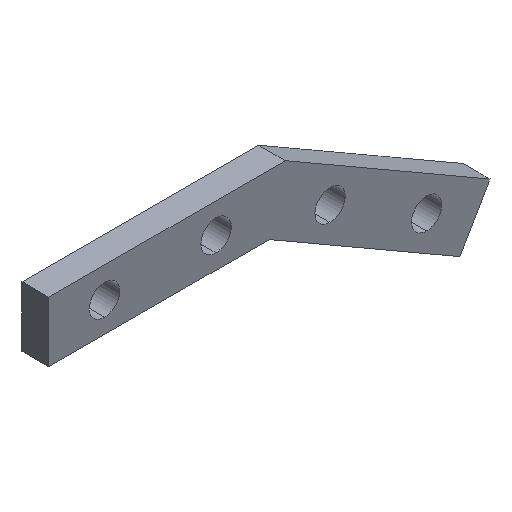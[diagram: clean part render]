
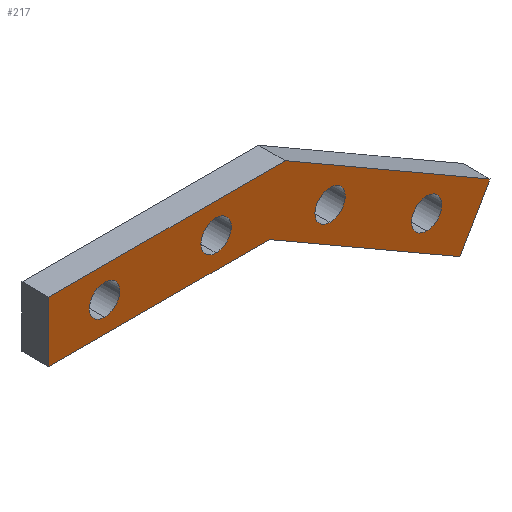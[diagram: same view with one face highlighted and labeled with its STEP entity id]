
A CAD part, isometric view. The second image highlights one B-rep face of the part: STEP entity #217.
In plain terms, the highlighted planar face has unit normal (0, -1, 0).
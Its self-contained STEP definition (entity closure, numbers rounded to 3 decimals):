
#2 = CARTESIAN_POINT ( 'NONE',  ( 45.899, 0., -26.5 ) ) ;
#14 = EDGE_CURVE ( 'NONE', #49, #41, #147, .T. ) ;
#16 = EDGE_CURVE ( 'NONE', #110, #49, #139, .T. ) ;
#29 = EDGE_CURVE ( 'NONE', #115, #48, #269, .T. ) ;
#41 = VERTEX_POINT ( 'NONE', #279 ) ;
#48 = VERTEX_POINT ( 'NONE', #276 ) ;
#49 = VERTEX_POINT ( 'NONE', #98 ) ;
#61 = VERTEX_POINT ( 'NONE', #88 ) ;
#67 = VERTEX_POINT ( 'NONE', #2 ) ;
#88 = CARTESIAN_POINT ( 'NONE',  ( 31.699, 0., -29.496 ) ) ;
#98 = CARTESIAN_POINT ( 'NONE',  ( -53., 0., 0. ) ) ;
#103 = VERTEX_POINT ( 'NONE', #387 ) ;
#106 = EDGE_CURVE ( 'NONE', #48, #110, #367, .T. ) ;
#110 = VERTEX_POINT ( 'NONE', #386 ) ;
#114 = EDGE_CURVE ( 'NONE', #61, #124, #363, .T. ) ;
#115 = VERTEX_POINT ( 'NONE', #356 ) ;
#122 = EDGE_CURVE ( 'NONE', #133, #134, #339, .T. ) ;
#123 = EDGE_CURVE ( 'NONE', #126, #103, #347, .T. ) ;
#124 = VERTEX_POINT ( 'NONE', #340 ) ;
#126 = VERTEX_POINT ( 'NONE', #346 ) ;
#132 = EDGE_CURVE ( 'NONE', #41, #67, #425, .T. ) ;
#133 = VERTEX_POINT ( 'NONE', #430 ) ;
#134 = VERTEX_POINT ( 'NONE', #436 ) ;
#135 = EDGE_CURVE ( 'NONE', #67, #115, #416, .T. ) ;
#139 = LINE ( 'NONE', #191, #190 ) ;
#145 = DIRECTION ( 'NONE',  ( 1., 0., 0. ) ) ;
#146 = VECTOR ( 'NONE', #145, 1000. ) ;
#147 = LINE ( 'NONE', #232, #146 ) ;
#163 = CARTESIAN_POINT ( 'NONE',  ( -3.617, 0., -13.5 ) ) ;
#189 = DIRECTION ( 'NONE',  ( 0., 0., 1. ) ) ;
#190 = VECTOR ( 'NONE', #189, 1000. ) ;
#191 = CARTESIAN_POINT ( 'NONE',  ( -53., 0., 0. ) ) ;
#193 = EDGE_LOOP ( 'NONE', ( #219, #223 ) ) ;
#213 = ORIENTED_EDGE ( 'NONE', *, *, #16, .F. ) ;
#216 = ORIENTED_EDGE ( 'NONE', *, *, #135, .F. ) ;
#217 = ADVANCED_FACE ( 'NONE', ( #524, #410, #517, #516, #509 ), #421, .F. ) ;
#218 = EDGE_CURVE ( 'NONE', #103, #126, #521, .T. ) ;
#219 = ORIENTED_EDGE ( 'NONE', *, *, #224, .T. ) ;
#220 = ORIENTED_EDGE ( 'NONE', *, *, #289, .T. ) ;
#223 = ORIENTED_EDGE ( 'NONE', *, *, #239, .T. ) ;
#224 = EDGE_CURVE ( 'NONE', #240, #237, #496, .T. ) ;
#226 = EDGE_LOOP ( 'NONE', ( #220, #312 ) ) ;
#232 = CARTESIAN_POINT ( 'NONE',  ( 0., 0., 0. ) ) ;
#237 = VERTEX_POINT ( 'NONE', #507 ) ;
#239 = EDGE_CURVE ( 'NONE', #237, #240, #494, .T. ) ;
#240 = VERTEX_POINT ( 'NONE', #502 ) ;
#267 = DIRECTION ( 'NONE',  ( -0.866, 0., 0.5 ) ) ;
#268 = VECTOR ( 'NONE', #267, 1000. ) ;
#269 = LINE ( 'NONE', #163, #268 ) ;
#276 = CARTESIAN_POINT ( 'NONE',  ( -3.617, 0., -13.5 ) ) ;
#279 = CARTESIAN_POINT ( 'NONE',  ( 0., 0., 0. ) ) ;
#285 = EDGE_LOOP ( 'NONE', ( #287, #286 ) ) ;
#286 = ORIENTED_EDGE ( 'NONE', *, *, #123, .T. ) ;
#287 = ORIENTED_EDGE ( 'NONE', *, *, #218, .T. ) ;
#288 = EDGE_LOOP ( 'NONE', ( #314, #317 ) ) ;
#289 = EDGE_CURVE ( 'NONE', #134, #133, #329, .T. ) ;
#310 = ORIENTED_EDGE ( 'NONE', *, *, #132, .F. ) ;
#311 = ORIENTED_EDGE ( 'NONE', *, *, #29, .F. ) ;
#312 = ORIENTED_EDGE ( 'NONE', *, *, #122, .T. ) ;
#313 = EDGE_CURVE ( 'NONE', #124, #61, #439, .T. ) ;
#314 = ORIENTED_EDGE ( 'NONE', *, *, #313, .T. ) ;
#315 = ORIENTED_EDGE ( 'NONE', *, *, #14, .F. ) ;
#316 = EDGE_LOOP ( 'NONE', ( #310, #315, #213, #318, #311, #216 ) ) ;
#317 = ORIENTED_EDGE ( 'NONE', *, *, #114, .T. ) ;
#318 = ORIENTED_EDGE ( 'NONE', *, *, #106, .F. ) ;
#327 = AXIS2_PLACEMENT_3D ( 'NONE', #460, #459, #458 ) ;
#329 = CIRCLE ( 'NONE', #327, 3.4 ) ;
#335 = DIRECTION ( 'NONE',  ( 0., 1., 0. ) ) ;
#336 = DIRECTION ( 'NONE',  ( 0., 0., 1. ) ) ;
#337 = DIRECTION ( 'NONE',  ( 0., 1., 0. ) ) ;
#338 = AXIS2_PLACEMENT_3D ( 'NONE', #357, #337, #336 ) ;
#339 = CIRCLE ( 'NONE', #338, 3.4 ) ;
#340 = CARTESIAN_POINT ( 'NONE',  ( 31.699, 0., -22.696 ) ) ;
#342 = AXIS2_PLACEMENT_3D ( 'NONE', #349, #335, #438 ) ;
#346 = CARTESIAN_POINT ( 'NONE',  ( -15.5, 0., -10.15 ) ) ;
#347 = CIRCLE ( 'NONE', #342, 3.4 ) ;
#349 = CARTESIAN_POINT ( 'NONE',  ( -15.5, 0., -6.75 ) ) ;
#350 = DIRECTION ( 'NONE',  ( 0., 0., 1. ) ) ;
#351 = DIRECTION ( 'NONE',  ( 0., 1., 0. ) ) ;
#352 = CARTESIAN_POINT ( 'NONE',  ( 31.699, 0., -26.096 ) ) ;
#356 = CARTESIAN_POINT ( 'NONE',  ( 39.149, 0., -38.191 ) ) ;
#357 = CARTESIAN_POINT ( 'NONE',  ( 10.048, 0., -13.596 ) ) ;
#363 = CIRCLE ( 'NONE', #384, 3.4 ) ;
#366 = VECTOR ( 'NONE', #373, 1000. ) ;
#367 = LINE ( 'NONE', #370, #366 ) ;
#370 = CARTESIAN_POINT ( 'NONE',  ( -53., 0., -13.5 ) ) ;
#373 = DIRECTION ( 'NONE',  ( -1., 0., 0. ) ) ;
#384 = AXIS2_PLACEMENT_3D ( 'NONE', #352, #351, #350 ) ;
#386 = CARTESIAN_POINT ( 'NONE',  ( -53., 0., -13.5 ) ) ;
#387 = CARTESIAN_POINT ( 'NONE',  ( -15.5, 0., -3.35 ) ) ;
#402 = DIRECTION ( 'NONE',  ( 0., 0., 1. ) ) ;
#403 = DIRECTION ( 'NONE',  ( 0., 1., 0. ) ) ;
#404 = CARTESIAN_POINT ( 'NONE',  ( 31.699, 0., -26.096 ) ) ;
#405 = AXIS2_PLACEMENT_3D ( 'NONE', #404, #403, #402 ) ;
#410 = FACE_BOUND ( 'NONE', #285, .T. ) ;
#413 = DIRECTION ( 'NONE',  ( -0.5, 0., -0.866 ) ) ;
#414 = VECTOR ( 'NONE', #413, 1000. ) ;
#415 = CARTESIAN_POINT ( 'NONE',  ( 39.149, 0., -38.191 ) ) ;
#416 = LINE ( 'NONE', #415, #414 ) ;
#421 = PLANE ( 'NONE',  #511 ) ;
#422 = DIRECTION ( 'NONE',  ( 0.866, 0., -0.5 ) ) ;
#423 = VECTOR ( 'NONE', #422, 1000. ) ;
#424 = CARTESIAN_POINT ( 'NONE',  ( 45.899, 0., -26.5 ) ) ;
#425 = LINE ( 'NONE', #424, #423 ) ;
#430 = CARTESIAN_POINT ( 'NONE',  ( 10.048, 0., -16.996 ) ) ;
#436 = CARTESIAN_POINT ( 'NONE',  ( 10.048, 0., -10.196 ) ) ;
#438 = DIRECTION ( 'NONE',  ( 0., 0., 1. ) ) ;
#439 = CIRCLE ( 'NONE', #405, 3.4 ) ;
#458 = DIRECTION ( 'NONE',  ( 0., 0., 1. ) ) ;
#459 = DIRECTION ( 'NONE',  ( 0., 1., 0. ) ) ;
#460 = CARTESIAN_POINT ( 'NONE',  ( 10.048, 0., -13.596 ) ) ;
#477 = DIRECTION ( 'NONE',  ( 0., 0., 1. ) ) ;
#478 = DIRECTION ( 'NONE',  ( 0., 1., 0. ) ) ;
#479 = CARTESIAN_POINT ( 'NONE',  ( -40.5, 0., -6.75 ) ) ;
#480 = AXIS2_PLACEMENT_3D ( 'NONE', #479, #478, #477 ) ;
#491 = DIRECTION ( 'NONE',  ( 0., 0., 1. ) ) ;
#492 = DIRECTION ( 'NONE',  ( 0., 1., 0. ) ) ;
#493 = CARTESIAN_POINT ( 'NONE',  ( -40.5, 0., -6.75 ) ) ;
#494 = CIRCLE ( 'NONE', #480, 3.4 ) ;
#496 = CIRCLE ( 'NONE', #503, 3.4 ) ;
#499 = DIRECTION ( 'NONE',  ( 0., 0., 1. ) ) ;
#500 = DIRECTION ( 'NONE',  ( 0., 1., 0. ) ) ;
#501 = CARTESIAN_POINT ( 'NONE',  ( -15.5, 0., -6.75 ) ) ;
#502 = CARTESIAN_POINT ( 'NONE',  ( -40.5, 0., -3.35 ) ) ;
#503 = AXIS2_PLACEMENT_3D ( 'NONE', #493, #492, #491 ) ;
#504 = DIRECTION ( 'NONE',  ( 0., 0., 1. ) ) ;
#505 = DIRECTION ( 'NONE',  ( 0., 1., 0. ) ) ;
#506 = AXIS2_PLACEMENT_3D ( 'NONE', #501, #500, #499 ) ;
#507 = CARTESIAN_POINT ( 'NONE',  ( -40.5, 0., -10.15 ) ) ;
#509 = FACE_OUTER_BOUND ( 'NONE', #316, .T. ) ;
#511 = AXIS2_PLACEMENT_3D ( 'NONE', #527, #505, #504 ) ;
#516 = FACE_BOUND ( 'NONE', #288, .T. ) ;
#517 = FACE_BOUND ( 'NONE', #226, .T. ) ;
#521 = CIRCLE ( 'NONE', #506, 3.4 ) ;
#524 = FACE_BOUND ( 'NONE', #193, .T. ) ;
#527 = CARTESIAN_POINT ( 'NONE',  ( 45.899, 0., -26.5 ) ) ;
